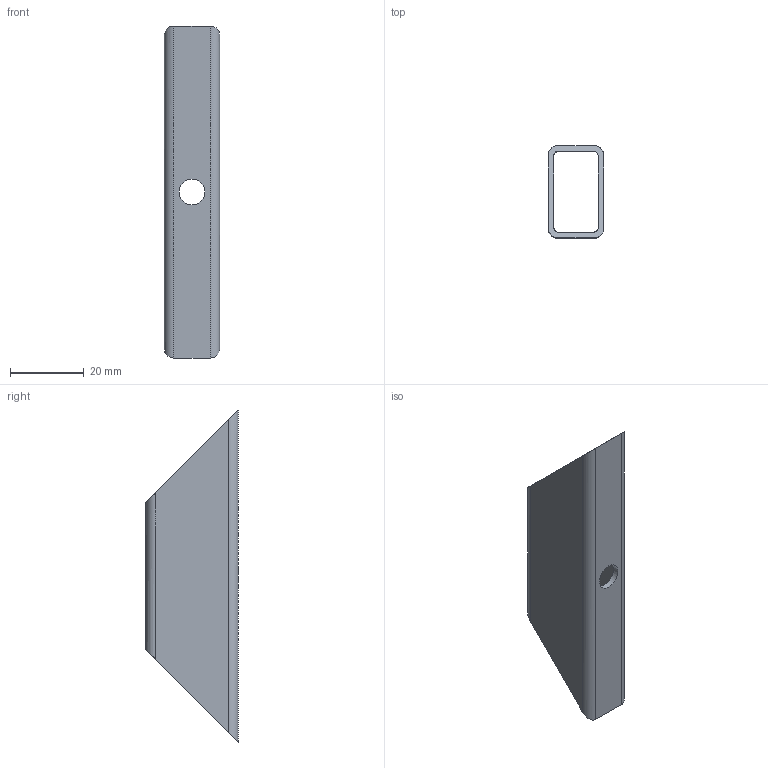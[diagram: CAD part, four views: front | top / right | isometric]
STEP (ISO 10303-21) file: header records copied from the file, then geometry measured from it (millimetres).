
FILE_DESCRIPTION (( 'STEP AP203' ), '1' );
FILE_NAME ('CR-014.step', '2021-11-26T10:38:55', ( '' ), ( '' ), 'SwSTEP 2.0', 'SolidWorks 2018', '' );
FILE_SCHEMA (( 'CONFIG_CONTROL_DESIGN' ));
Length unit declared in the file: millimetre
Products named in the file (2): CR-014
Bounding box: 15 x 25 x 90 mm (x, y, z)
Volume: 6838 mm3; surface area: 9416.1 mm2
Topology: 1 solids, 1 shells, 20 faces, 55 edges, 37 vertices
Faces by surface type: plane 10, cylinder 10
Full cylindrical faces by diameter (mm): 7 x2
Entity records: 779 total; most frequent: CARTESIAN_POINT 158, ORIENTED_EDGE 104, DIRECTION 84, EDGE_CURVE 52, VERTEX_POINT 36, VECTOR 32, LINE 32, EDGE_LOOP 28
